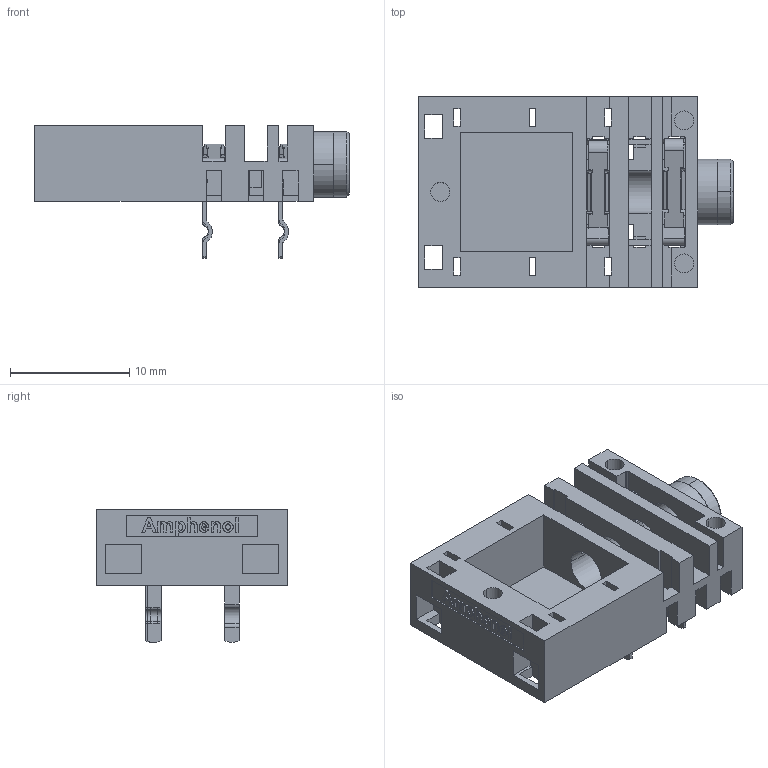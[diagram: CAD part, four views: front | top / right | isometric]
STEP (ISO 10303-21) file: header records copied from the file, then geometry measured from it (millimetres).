
FILE_DESCRIPTION (( 'STEP AP214' ), '1' );
FILE_NAME ('ACJS-NH35-3.STEP', '2019-07-14T03:07:35', ( '' ), ( '' ), 'SwSTEP 2.0', 'SolidWorks 2019', '' );
FILE_SCHEMA (( 'AUTOMOTIVE_DESIGN' ));
Length unit declared in the file: millimetre
Products named in the file (7): ACJS-NH35-3; ACJS-NH35-2.STEP; 53480035-532b.step.STEP; ACJS-NH35.step.STEP; 50300126-331C.step001.STEP; 50300125-331C.step001.STEP; Metal_Tube.step.STEP
Assembly tree (8 placements, depth 4):
  ACJS-NH35-3
    ACJS-NH35-2.STEP
      ACJS-NH35.step.STEP
        Metal_Tube.step.STEP
        50300125-331C.step001.STEP  x2
        50300126-331C.step001.STEP  x2
        53480035-532b.step.STEP
Bounding box: 26.4 x 16 x 11.15 mm (x, y, z)
Volume: 1406.2 mm3; surface area: 2572.6 mm2
Topology: 6 solids, 6 shells, 576 faces, 1652 edges, 1080 vertices
Faces by surface type: plane 378, bspline 116, cylinder 68, cone 10, torus 4
Entity records: 16733 total; most frequent: CARTESIAN_POINT 4606, ORIENTED_EDGE 2694, DIRECTION 2083, EDGE_CURVE 1347, LINE 1119, VECTOR 1119, VERTEX_POINT 882, EDGE_LOOP 511
